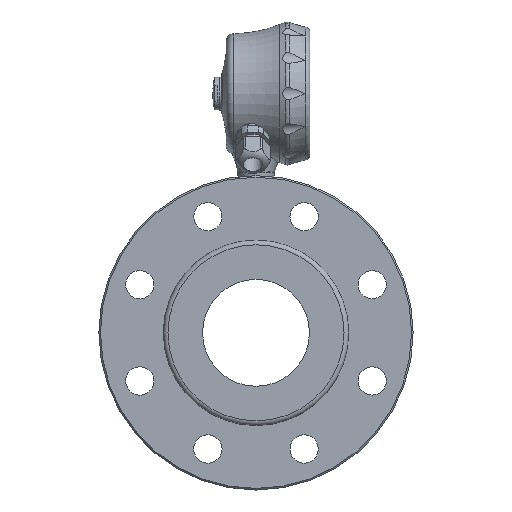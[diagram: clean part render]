
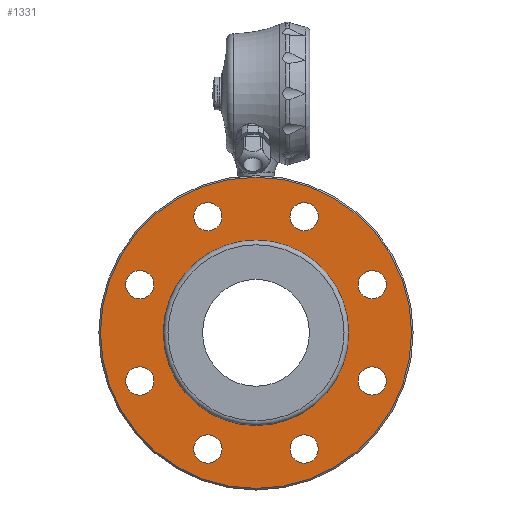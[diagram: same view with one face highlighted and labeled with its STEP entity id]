
A CAD part, front view. The second image highlights one B-rep face of the part: STEP entity #1331.
In plain terms, the highlighted planar face has unit normal (0, -1, 0).
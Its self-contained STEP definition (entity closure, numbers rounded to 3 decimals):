
#1331 = ADVANCED_FACE( '', ( #2866, #2867, #2868, #2869, #2870, #2871, #2872, #2873, #2874, #2875 ), #2876, .T. );
#2866 = FACE_OUTER_BOUND( '', #5076, .T. );
#2867 = FACE_BOUND( '', #5077, .T. );
#2868 = FACE_BOUND( '', #5078, .T. );
#2869 = FACE_BOUND( '', #5079, .T. );
#2870 = FACE_BOUND( '', #5080, .T. );
#2871 = FACE_BOUND( '', #5081, .T. );
#2872 = FACE_BOUND( '', #5082, .T. );
#2873 = FACE_BOUND( '', #5083, .T. );
#2874 = FACE_BOUND( '', #5084, .T. );
#2875 = FACE_BOUND( '', #5085, .T. );
#2876 = PLANE( '', #5086 );
#5076 = EDGE_LOOP( '', ( #9242 ) );
#5077 = EDGE_LOOP( '', ( #9243 ) );
#5078 = EDGE_LOOP( '', ( #9244 ) );
#5079 = EDGE_LOOP( '', ( #9245 ) );
#5080 = EDGE_LOOP( '', ( #9246 ) );
#5081 = EDGE_LOOP( '', ( #9247 ) );
#5082 = EDGE_LOOP( '', ( #9248 ) );
#5083 = EDGE_LOOP( '', ( #9249 ) );
#5084 = EDGE_LOOP( '', ( #9250 ) );
#5085 = EDGE_LOOP( '', ( #9251 ) );
#5086 = AXIS2_PLACEMENT_3D( '', #9252, #9253, #9254 );
#9242 = ORIENTED_EDGE( '', *, *, #11435, .T. );
#9243 = ORIENTED_EDGE( '', *, *, #11846, .F. );
#9244 = ORIENTED_EDGE( '', *, *, #11847, .F. );
#9245 = ORIENTED_EDGE( '', *, *, #11848, .F. );
#9246 = ORIENTED_EDGE( '', *, *, #11507, .F. );
#9247 = ORIENTED_EDGE( '', *, *, #11277, .F. );
#9248 = ORIENTED_EDGE( '', *, *, #11849, .F. );
#9249 = ORIENTED_EDGE( '', *, *, #11486, .F. );
#9250 = ORIENTED_EDGE( '', *, *, #11850, .F. );
#9251 = ORIENTED_EDGE( '', *, *, #11851, .F. );
#9252 = CARTESIAN_POINT( '', ( 0., -93., 59. ) );
#9253 = DIRECTION( '', ( 0., -1., 0. ) );
#9254 = DIRECTION( '', ( 0., 0., 1. ) );
#11277 = EDGE_CURVE( '', #13682, #13682, #13683, .T. );
#11435 = EDGE_CURVE( '', #13900, #13900, #13901, .T. );
#11486 = EDGE_CURVE( '', #13966, #13966, #13967, .T. );
#11507 = EDGE_CURVE( '', #13993, #13993, #13994, .T. );
#11846 = EDGE_CURVE( '', #14436, #14436, #14437, .T. );
#11847 = EDGE_CURVE( '', #14438, #14438, #14439, .T. );
#11848 = EDGE_CURVE( '', #14440, #14440, #14441, .T. );
#11849 = EDGE_CURVE( '', #14442, #14442, #14443, .T. );
#11850 = EDGE_CURVE( '', #14444, #14444, #14445, .T. );
#11851 = EDGE_CURVE( '', #14446, #14446, #14447, .T. );
#13682 = VERTEX_POINT( '', #18653 );
#13683 = CIRCLE( '', #18654, 9. );
#13900 = VERTEX_POINT( '', #19144 );
#13901 = CIRCLE( '', #19145, 99. );
#13966 = VERTEX_POINT( '', #19260 );
#13967 = CIRCLE( '', #19261, 9. );
#13993 = VERTEX_POINT( '', #19291 );
#13994 = CIRCLE( '', #19292, 9. );
#14436 = VERTEX_POINT( '', #21050 );
#14437 = CIRCLE( '', #21051, 9. );
#14438 = VERTEX_POINT( '', #21052 );
#14439 = CIRCLE( '', #21053, 9. );
#14440 = VERTEX_POINT( '', #21054 );
#14441 = CIRCLE( '', #21055, 9. );
#14442 = VERTEX_POINT( '', #21056 );
#14443 = CIRCLE( '', #21057, 9. );
#14444 = VERTEX_POINT( '', #21058 );
#14445 = CIRCLE( '', #21059, 9. );
#14446 = VERTEX_POINT( '', #21060 );
#14447 = CIRCLE( '', #21061, 59. );
#18653 = CARTESIAN_POINT( '', ( -67.546, -93., -36.979 ) );
#18654 = AXIS2_PLACEMENT_3D( '', #22669, #22670, #22671 );
#19144 = CARTESIAN_POINT( '', ( 0., -93., 99. ) );
#19145 = AXIS2_PLACEMENT_3D( '', #22840, #22841, #22842 );
#19260 = CARTESIAN_POINT( '', ( -36.979, -93., 67.546 ) );
#19261 = AXIS2_PLACEMENT_3D( '', #22896, #22897, #22898 );
#19291 = CARTESIAN_POINT( '', ( -21.615, -93., -73.91 ) );
#19292 = AXIS2_PLACEMENT_3D( '', #22927, #22928, #22929 );
#21050 = CARTESIAN_POINT( '', ( 67.546, -93., 36.979 ) );
#21051 = AXIS2_PLACEMENT_3D( '', #23187, #23188, #23189 );
#21052 = CARTESIAN_POINT( '', ( 73.91, -93., -21.615 ) );
#21053 = AXIS2_PLACEMENT_3D( '', #23190, #23191, #23192 );
#21054 = CARTESIAN_POINT( '', ( 36.979, -93., -67.546 ) );
#21055 = AXIS2_PLACEMENT_3D( '', #23193, #23194, #23195 );
#21056 = CARTESIAN_POINT( '', ( -73.91, -93., 21.615 ) );
#21057 = AXIS2_PLACEMENT_3D( '', #23196, #23197, #23198 );
#21058 = CARTESIAN_POINT( '', ( 21.615, -93., 73.91 ) );
#21059 = AXIS2_PLACEMENT_3D( '', #23199, #23200, #23201 );
#21060 = CARTESIAN_POINT( '', ( 0., -93., 59. ) );
#21061 = AXIS2_PLACEMENT_3D( '', #23202, #23203, #23204 );
#22669 = CARTESIAN_POINT( '', ( -73.91, -93., -30.615 ) );
#22670 = DIRECTION( '', ( 0., -1., 0. ) );
#22671 = DIRECTION( '', ( 0.707, 0., -0.707 ) );
#22840 = CARTESIAN_POINT( '', ( 0., -93., 0. ) );
#22841 = DIRECTION( '', ( 0., -1., 0. ) );
#22842 = DIRECTION( '', ( 0., 0., 1. ) );
#22896 = CARTESIAN_POINT( '', ( -30.615, -93., 73.91 ) );
#22897 = DIRECTION( '', ( 0., -1., 0. ) );
#22898 = DIRECTION( '', ( -0.707, 0., -0.707 ) );
#22927 = CARTESIAN_POINT( '', ( -30.615, -93., -73.91 ) );
#22928 = DIRECTION( '', ( 0., -1., 0. ) );
#22929 = DIRECTION( '', ( 1., 0., 0. ) );
#23187 = CARTESIAN_POINT( '', ( 73.91, -93., 30.615 ) );
#23188 = DIRECTION( '', ( 0., -1., 0. ) );
#23189 = DIRECTION( '', ( -0.707, 0., 0.707 ) );
#23190 = CARTESIAN_POINT( '', ( 73.91, -93., -30.615 ) );
#23191 = DIRECTION( '', ( 0., -1., 0. ) );
#23192 = DIRECTION( '', ( 0., 0., 1. ) );
#23193 = CARTESIAN_POINT( '', ( 30.615, -93., -73.91 ) );
#23194 = DIRECTION( '', ( 0., -1., 0. ) );
#23195 = DIRECTION( '', ( 0.707, 0., 0.707 ) );
#23196 = CARTESIAN_POINT( '', ( -73.91, -93., 30.615 ) );
#23197 = DIRECTION( '', ( 0., -1., 0. ) );
#23198 = DIRECTION( '', ( 0., 0., -1. ) );
#23199 = CARTESIAN_POINT( '', ( 30.615, -93., 73.91 ) );
#23200 = DIRECTION( '', ( 0., -1., 0. ) );
#23201 = DIRECTION( '', ( -1., 0., 0. ) );
#23202 = CARTESIAN_POINT( '', ( 0., -93., 0. ) );
#23203 = DIRECTION( '', ( 0., -1., 0. ) );
#23204 = DIRECTION( '', ( 0., 0., 1. ) );
